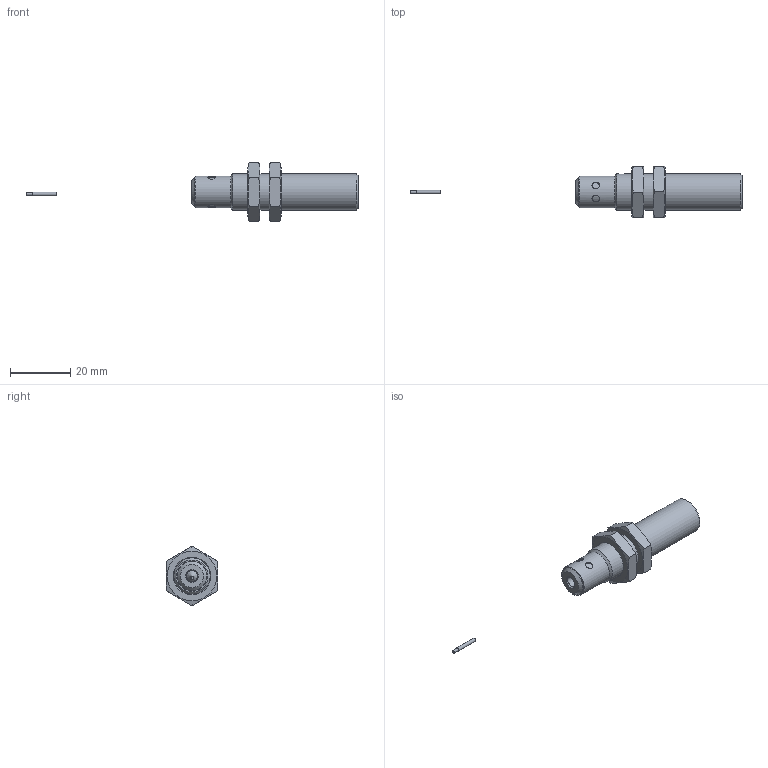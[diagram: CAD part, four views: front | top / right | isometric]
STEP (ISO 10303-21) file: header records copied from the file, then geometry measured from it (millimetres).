
FILE_DESCRIPTION(/* description */ ('DISO X xxx'),/* implementation_level */ '2;1');
FILE_NAME(/* name */ 'KDC 12 VB 04 G3-3 .stp',/* time_stamp */ '2017-09-18T10:48:11+02:00',/* author */ ('C. Kuhn'),/* organization */ ('di-soric GmbH & Co. KG'),/* preprocessor_version */ 'ST-DEVELOPER v16.13',/* originating_system */ 'Autodesk Inventor 2018',/* authorisation */ '');
FILE_SCHEMA (('AUTOMOTIVE_DESIGN { 1 0 10303 214 3 1 1 }'));
Length unit declared in the file: millimetre
Products named in the file (1): KDC 12 Kabel
Bounding box: 110.1 x 17.02 x 19.63 mm (x, y, z)
Volume: 6914.8 mm3; surface area: 4909.9 mm2
Topology: 6 solids, 6 shells, 62 faces, 140 edges, 93 vertices
Faces by surface type: plane 26, cylinder 19, cone 16, torus 1
Full cylindrical faces by diameter (mm): 0.897 x1, 1.167 x1, 2.5 x5, 3.6 x1, 6 x1, 8 x1, 9.1 x1, 9.75 x1, 9.8 x1, 10.2 x1, 10.6 x1, 10.917 x2, 12 x1
Entity records: 1897 total; most frequent: CARTESIAN_POINT 619, DIRECTION 216, ORIENTED_EDGE 180, EDGE_LOOP 114, AXIS2_PLACEMENT_3D 102, EDGE_CURVE 90, VERTEX_POINT 78, STYLED_ITEM 67
